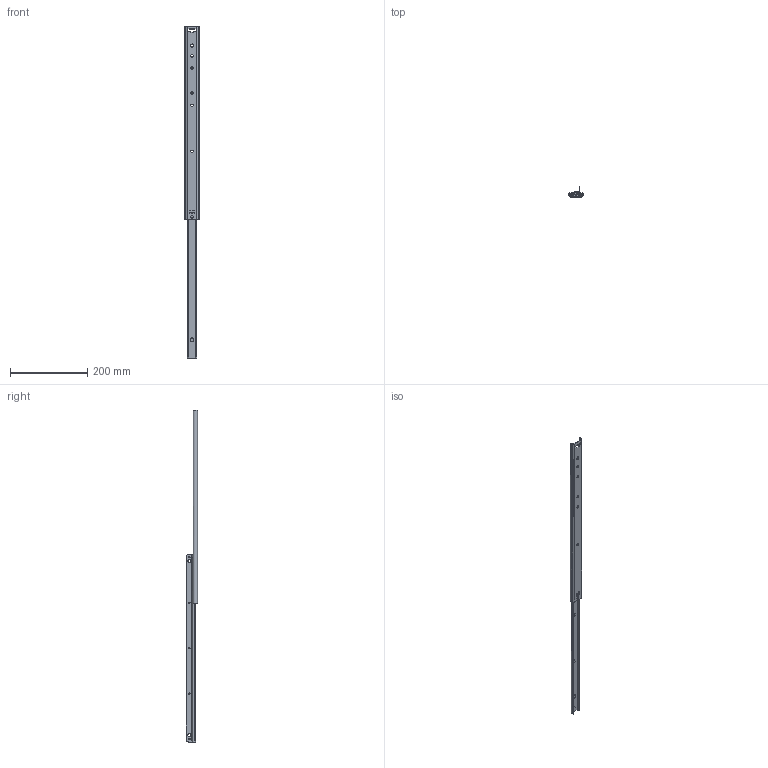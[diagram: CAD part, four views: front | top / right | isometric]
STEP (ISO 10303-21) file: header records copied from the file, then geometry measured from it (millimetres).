
FILE_DESCRIPTION(/* description */ ('Master (Parameters)'),/* implementation_level */ '2;1');
FILE_NAME(/* name */ '107-243-00-uit.stp',/* time_stamp */ '2015-06-22T13:43:09+02:00',/* author */ ('W.Jans'),/* organization */ (''),/* preprocessor_version */ 'ST-DEVELOPER v15.6',/* originating_system */ 'Autodesk Inventor 2015',/* authorisation */ '');
FILE_SCHEMA (('CONFIG_CONTROL_DESIGN'));
Length unit declared in the file: millimetre
Products named in the file (10): E000031970; E000031966; E000031968; E000031965; E000031964; E000031967; E000031963; E000031222; E000031961; E000031958
Assembly tree (22 placements, depth 3):
  E000031958
    E000031970
    E000031968
      E000031966
    E000031967
      E000031965
      E000031964  x14
    E000031961
      E000031963
      E000031222
Bounding box: 37 x 28.5 x 858 mm (x, y, z)
Volume: 106985.2 mm3; surface area: 126295.5 mm2
Topology: 18 solids, 18 shells, 543 faces, 1567 edges, 1036 vertices
Faces by surface type: plane 340, cylinder 185, sphere 14, bspline 4
Full cylindrical faces by diameter (mm): 3.3 x5, 5.9 x14, 6.5 x6, 8 x2, 8.1 x2
Entity records: 17913 total; most frequent: CARTESIAN_POINT 3370, ORIENTED_EDGE 2994, DIRECTION 2958, EDGE_CURVE 1497, LINE 1096, VECTOR 1096, VERTEX_POINT 1010, AXIS2_PLACEMENT_3D 931
